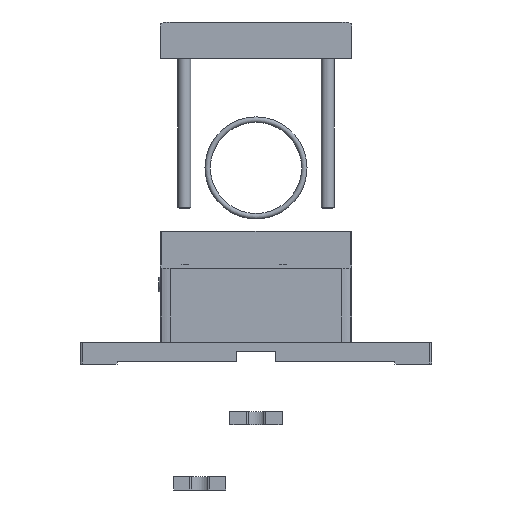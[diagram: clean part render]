
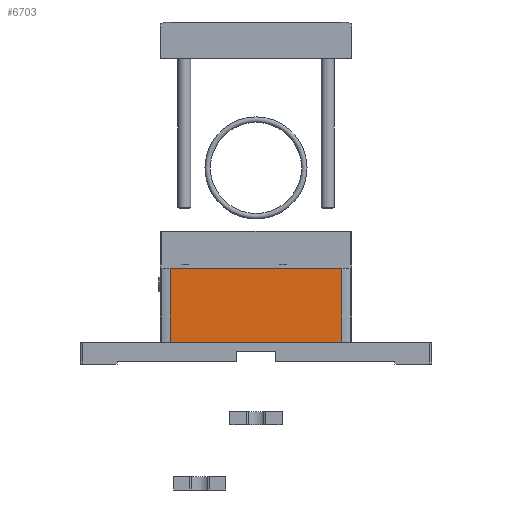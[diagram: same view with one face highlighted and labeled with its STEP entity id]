
A CAD part, left-side view. The second image highlights one B-rep face of the part: STEP entity #6703.
In plain terms, the highlighted planar face has unit normal (-1, 0, 0).
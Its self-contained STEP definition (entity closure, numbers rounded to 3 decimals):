
#112=PLANE('',#7226);
#379=LINE('',#10025,#1063);
#395=LINE('',#10103,#1079);
#464=LINE('',#10266,#1148);
#466=LINE('',#10269,#1150);
#1063=VECTOR('',#7948,1000.);
#1079=VECTOR('',#8012,1000.);
#1148=VECTOR('',#8157,1000.);
#1150=VECTOR('',#8161,1000.);
#2126=ORIENTED_EDGE('',*,*,#3938,.T.);
#2127=ORIENTED_EDGE('',*,*,#4021,.F.);
#2128=ORIENTED_EDGE('',*,*,#3900,.F.);
#2129=ORIENTED_EDGE('',*,*,#4019,.T.);
#3900=EDGE_CURVE('',#4878,#4879,#379,.T.);
#3938=EDGE_CURVE('',#4906,#4916,#395,.T.);
#4019=EDGE_CURVE('',#4878,#4906,#464,.T.);
#4021=EDGE_CURVE('',#4879,#4916,#466,.T.);
#4878=VERTEX_POINT('',#10024);
#4879=VERTEX_POINT('',#10026);
#4906=VERTEX_POINT('',#10082);
#4916=VERTEX_POINT('',#10102);
#5813=EDGE_LOOP('',(#2126,#2127,#2128,#2129));
#6251=FACE_BOUND('',#5813,.T.);
#6703=ADVANCED_FACE('',(#6251),#112,.F.);
#7226=AXIS2_PLACEMENT_3D('',#10268,#8159,#8160);
#7948=DIRECTION('',(0.,-1.,0.));
#8012=DIRECTION('',(0.,-1.,0.));
#8157=DIRECTION('',(0.,0.,-1.));
#8159=DIRECTION('',(1.,0.,0.));
#8160=DIRECTION('',(0.,0.,-1.));
#8161=DIRECTION('',(0.,0.,-1.));
#10024=CARTESIAN_POINT('',(-11.,39.5,44.05));
#10025=CARTESIAN_POINT('',(-11.,39.5,44.05));
#10026=CARTESIAN_POINT('',(-11.,-39.498,44.05));
#10082=CARTESIAN_POINT('',(-11.,39.5,10.));
#10102=CARTESIAN_POINT('',(-11.,-39.498,10.));
#10103=CARTESIAN_POINT('',(-11.,39.5,10.));
#10266=CARTESIAN_POINT('',(-11.,39.5,44.05));
#10268=CARTESIAN_POINT('',(-11.,39.5,44.05));
#10269=CARTESIAN_POINT('',(-11.,-39.498,44.05));
